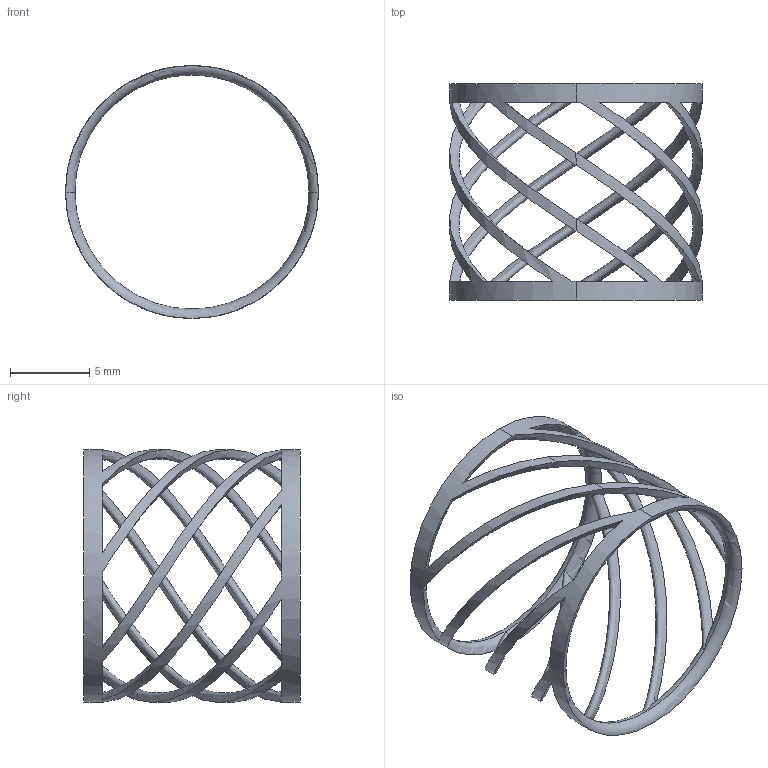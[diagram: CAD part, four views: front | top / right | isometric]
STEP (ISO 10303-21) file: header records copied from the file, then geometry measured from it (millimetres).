
FILE_DESCRIPTION (( 'STEP AP214' ), '1' );
FILE_NAME ('cubito_rotador_hilo_ansys.STEP', '2018-04-12T15:42:03', ( '' ), ( '' ), 'SwSTEP 2.0', 'SolidWorks 2015', '' );
FILE_SCHEMA (( 'AUTOMOTIVE_DESIGN' ));
Length unit declared in the file: millimetre
Products named in the file (1): cubito_rotador_hilo_ansys
Bounding box: 16 x 13.7 x 16 mm (x, y, z)
Volume: 106.1 mm3; surface area: 642.8 mm2
Topology: 1 solids, 1 shells, 34 faces, 120 edges, 72 vertices
Faces by surface type: torus 24, bspline 8, cylinder 2
Entity records: 2790 total; most frequent: CARTESIAN_POINT 1827, ORIENTED_EDGE 240, DIRECTION 174, EDGE_CURVE 120, AXIS2_PLACEMENT_3D 83, VERTEX_POINT 72, CIRCLE 56, EDGE_LOOP 36
